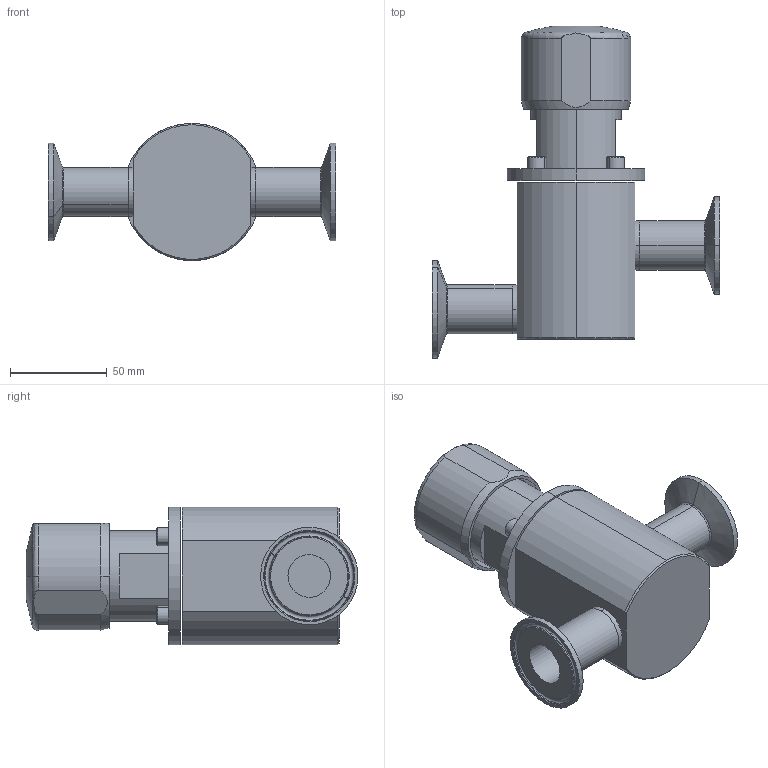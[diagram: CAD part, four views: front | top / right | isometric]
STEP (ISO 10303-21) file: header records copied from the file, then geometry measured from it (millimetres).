
FILE_DESCRIPTION (( 'STEP AP203' ), '1' );
FILE_NAME ('MK978M-100-INLINE.STEP', '2022-06-10T17:06:15', ( '' ), ( '' ), 'SwSTEP 2.0', 'SolidWorks 2018', '' );
FILE_SCHEMA (( 'CONFIG_CONTROL_DESIGN' ));
Length unit declared in the file: inch
Products named in the file (1): MK978M-100-INLINE
Bounding box: 148.84 x 171.75 x 71.12 mm (x, y, z)
Surface area: 66943.1 mm2 (no closed solid volume)
Topology: 0 solids, 12 shells, 155 faces, 431 edges, 273 vertices
Faces by surface type: plane 55, cylinder 41, cone 33, torus 18, sphere 6, bspline 2
Entity records: 6349 total; most frequent: CARTESIAN_POINT 2248, DIRECTION 932, ORIENTED_EDGE 719, EDGE_CURVE 423, AXIS2_PLACEMENT_3D 373, VERTEX_POINT 273, CIRCLE 219, LINE 186
